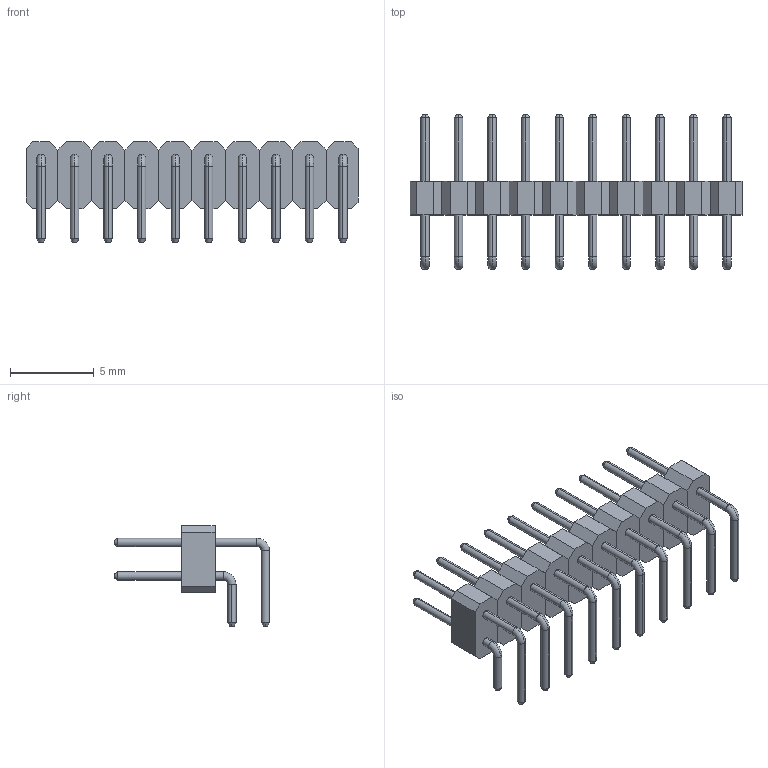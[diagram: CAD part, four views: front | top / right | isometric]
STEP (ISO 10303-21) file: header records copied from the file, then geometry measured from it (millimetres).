
FILE_DESCRIPTION (( 'STEP AP214' ), '1' );
FILE_NAME ('PLD 2-20 R.STEP', '2020-06-16T07:03:12', ( '' ), ( '' ), 'SwSTEP 2.0', 'SolidWorks 2018', '' );
FILE_SCHEMA (( 'AUTOMOTIVE_DESIGN' ));
Length unit declared in the file: millimetre
Products named in the file (1): PLD 2-20 R
Bounding box: 19.8 x 9.25 x 6 mm (x, y, z)
Volume: 186.6 mm3; surface area: 665.4 mm2
Topology: 10 solids, 10 shells, 380 faces, 840 edges, 520 vertices
Faces by surface type: plane 140, cylinder 120, cone 80, torus 40
Entity records: 14658 total; most frequent: DIRECTION 2002, CARTESIAN_POINT 1741, ORIENTED_EDGE 1680, EDGE_CURVE 840, AXIS2_PLACEMENT_3D 781, VERTEX_POINT 520, LINE 440, VECTOR 440
